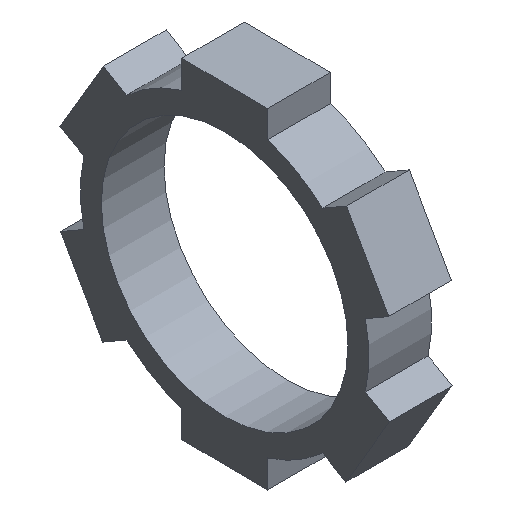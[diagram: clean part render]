
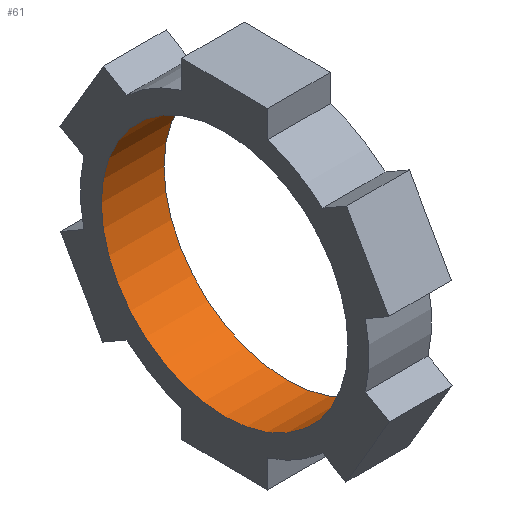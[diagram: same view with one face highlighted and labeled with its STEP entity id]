
A CAD part, isometric view. The second image highlights one B-rep face of the part: STEP entity #61.
In plain terms, the highlighted cylindrical face has radius 30 mm (diameter 60 mm), a full revolution.
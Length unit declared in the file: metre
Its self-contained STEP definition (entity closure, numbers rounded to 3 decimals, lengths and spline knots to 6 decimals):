
#61 = ADVANCED_FACE( '', ( #138, #139 ), #140, .F. );
#138 = FACE_OUTER_BOUND( '', #229, .T. );
#139 = FACE_OUTER_BOUND( '', #230, .T. );
#140 = CYLINDRICAL_SURFACE( '', #231, 0.03 );
#229 = EDGE_LOOP( '', ( #359 ) );
#230 = EDGE_LOOP( '', ( #360 ) );
#231 = AXIS2_PLACEMENT_3D( '', #361, #362, #363 );
#359 = ORIENTED_EDGE( '', *, *, #596, .F. );
#360 = ORIENTED_EDGE( '', *, *, #578, .T. );
#361 = CARTESIAN_POINT( '', ( -0.173766, 1.55526, 1.313745 ) );
#362 = DIRECTION( '', ( -1., 0., 0. ) );
#363 = DIRECTION( '', ( 0., 1., 0. ) );
#578 = EDGE_CURVE( '', #703, #703, #704, .T. );
#596 = EDGE_CURVE( '', #730, #730, #731, .T. );
#703 = VERTEX_POINT( '', #872 );
#704 = CIRCLE( '', #873, 0.03 );
#730 = VERTEX_POINT( '', #911 );
#731 = CIRCLE( '', #912, 0.03 );
#872 = CARTESIAN_POINT( '', ( -0.158526, 1.58526, 1.313745 ) );
#873 = AXIS2_PLACEMENT_3D( '', #1052, #1053, #1054 );
#911 = CARTESIAN_POINT( '', ( -0.173766, 1.58526, 1.313745 ) );
#912 = AXIS2_PLACEMENT_3D( '', #1067, #1068, #1069 );
#1052 = CARTESIAN_POINT( '', ( -0.158526, 1.55526, 1.313745 ) );
#1053 = DIRECTION( '', ( 1., 0., 0. ) );
#1054 = DIRECTION( '', ( 0., 1., 0. ) );
#1067 = CARTESIAN_POINT( '', ( -0.173766, 1.55526, 1.313745 ) );
#1068 = DIRECTION( '', ( 1., 0., 0. ) );
#1069 = DIRECTION( '', ( 0., 1., 0. ) );
